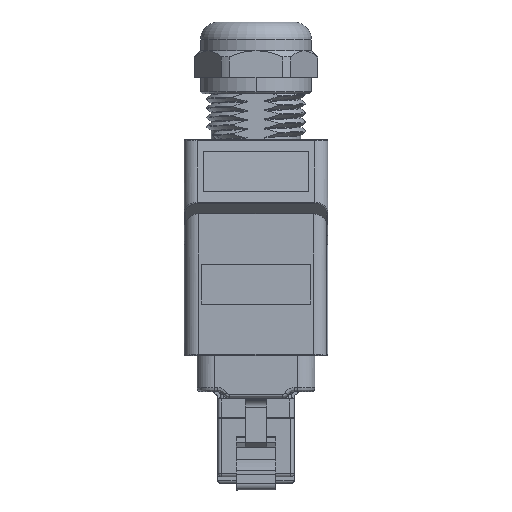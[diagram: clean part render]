
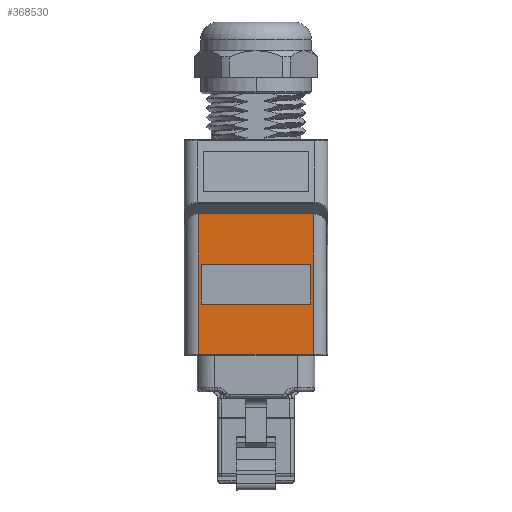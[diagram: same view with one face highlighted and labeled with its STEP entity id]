
A CAD part, top view. The second image highlights one B-rep face of the part: STEP entity #368530.
In plain terms, the highlighted face is planar.
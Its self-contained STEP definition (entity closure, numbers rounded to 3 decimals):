
#291370=CARTESIAN_POINT('',(-17.003,14.593,
-3.407));
#291380=VERTEX_POINT('',#291370);
#291410=CARTESIAN_POINT('',(-17.003,14.593,
1.373));
#291420=DIRECTION('',(0.,0.,1.));
#291430=VECTOR('',#291420,1.);
#291440=LINE('',#291410,#291430);
#291450=CARTESIAN_POINT('',(-17.003,14.593,
-24.927));
#291460=VERTEX_POINT('',#291450);
#291470=EDGE_CURVE('',#291460,#291380,#291440,.T.);
#300340=CARTESIAN_POINT('',(-33.898,14.593,
-11.467));
#300350=DIRECTION('',(0.,1.,0.));
#300360=DIRECTION('',(-1.,0.,0.));
#300370=AXIS2_PLACEMENT_3D('',#300340,#300350,#300360);
#300380=CIRCLE('',#300370,0.3);
#300390=CARTESIAN_POINT('',(-34.198,14.593,
-11.467));
#300400=VERTEX_POINT('',#300390);
#300410=CARTESIAN_POINT('',(-33.898,14.593,
-11.167));
#300420=VERTEX_POINT('',#300410);
#300430=EDGE_CURVE('',#300400,#300420,#300380,.T.);
#316440=CARTESIAN_POINT('',(-17.408,14.593,
1.373));
#316450=DIRECTION('',(0.,0.,1.));
#316460=VECTOR('',#316450,1.);
#316470=LINE('',#316440,#316460);
#316480=CARTESIAN_POINT('',(-17.408,14.593,
-17.067));
#316490=VERTEX_POINT('',#316480);
#316500=CARTESIAN_POINT('',(-17.408,14.593,
-11.467));
#316510=VERTEX_POINT('',#316500);
#316520=EDGE_CURVE('',#316490,#316510,#316470,.T.);
#323440=CARTESIAN_POINT('',(-17.708,14.593,
-17.067));
#323450=DIRECTION('',(0.,1.,0.));
#323460=DIRECTION('',(-1.,0.,0.));
#323470=AXIS2_PLACEMENT_3D('',#323440,#323450,#323460);
#323480=CIRCLE('',#323470,0.3);
#323490=CARTESIAN_POINT('',(-17.708,14.593,
-17.367));
#323500=VERTEX_POINT('',#323490);
#323510=EDGE_CURVE('',#316490,#323500,#323480,.T.);
#323760=CARTESIAN_POINT('',(-34.198,14.593,
1.373));
#323770=DIRECTION('',(0.,0.,-1.));
#323780=VECTOR('',#323770,1.);
#323790=LINE('',#323760,#323780);
#323800=CARTESIAN_POINT('',(-34.198,14.593,
-17.067));
#323810=VERTEX_POINT('',#323800);
#323820=EDGE_CURVE('',#300400,#323810,#323790,.T.);
#324320=CARTESIAN_POINT('',(-34.603,14.593,
-3.407));
#324330=VERTEX_POINT('',#324320);
#324360=CARTESIAN_POINT('',(-23.788,14.593,
-3.407));
#324370=DIRECTION('',(1.,0.,0.));
#324380=VECTOR('',#324370,1.);
#324390=LINE('',#324360,#324380);
#324400=EDGE_CURVE('',#324330,#291380,#324390,.T.);
#328630=CARTESIAN_POINT('',(-34.603,14.593,
1.373));
#328640=DIRECTION('',(0.,0.,1.));
#328650=VECTOR('',#328640,1.);
#328660=LINE('',#328630,#328650);
#328670=CARTESIAN_POINT('',(-34.603,14.593,
-24.927));
#328680=VERTEX_POINT('',#328670);
#328690=EDGE_CURVE('',#328680,#324330,#328660,.T.);
#367960=CARTESIAN_POINT('',(-36.803,14.593,
1.373));
#367970=DIRECTION('',(-0.,-1.,-0.));
#367980=DIRECTION('',(-1.,0.,0.));
#367990=AXIS2_PLACEMENT_3D('',#367960,#367970,#367980);
#368000=PLANE('',#367990);
#368010=CARTESIAN_POINT('',(-33.898,14.593,
-17.067));
#368020=DIRECTION('',(0.,1.,0.));
#368030=DIRECTION('',(-1.,0.,0.));
#368040=AXIS2_PLACEMENT_3D('',#368010,#368020,#368030);
#368050=CIRCLE('',#368040,0.3);
#368060=CARTESIAN_POINT('',(-33.898,14.593,
-17.367));
#368070=VERTEX_POINT('',#368060);
#368080=EDGE_CURVE('',#368070,#323810,#368050,.T.);
#368090=ORIENTED_EDGE('',*,*,#368080,.F.);
#368100=ORIENTED_EDGE('',*,*,#323820,.T.);
#368110=ORIENTED_EDGE('',*,*,#300430,.F.);
#368120=CARTESIAN_POINT('',(-23.788,14.593,
-11.167));
#368130=DIRECTION('',(-1.,0.,0.));
#368140=VECTOR('',#368130,1.);
#368150=LINE('',#368120,#368140);
#368160=CARTESIAN_POINT('',(-17.708,14.593,
-11.167));
#368170=VERTEX_POINT('',#368160);
#368180=EDGE_CURVE('',#368170,#300420,#368150,.T.);
#368190=ORIENTED_EDGE('',*,*,#368180,.T.);
#368200=CARTESIAN_POINT('',(-17.708,14.593,
-11.467));
#368210=DIRECTION('',(0.,1.,0.));
#368220=DIRECTION('',(-1.,0.,0.));
#368230=AXIS2_PLACEMENT_3D('',#368200,#368210,#368220);
#368240=CIRCLE('',#368230,0.3);
#368250=EDGE_CURVE('',#368170,#316510,#368240,.T.);
#368260=ORIENTED_EDGE('',*,*,#368250,.F.);
#368270=ORIENTED_EDGE('',*,*,#316520,.T.);
#368280=ORIENTED_EDGE('',*,*,#323510,.F.);
#368290=CARTESIAN_POINT('',(-23.788,14.593,
-17.367));
#368300=DIRECTION('',(1.,0.,0.));
#368310=VECTOR('',#368300,1.);
#368320=LINE('',#368290,#368310);
#368330=EDGE_CURVE('',#368070,#323500,#368320,.T.);
#368340=ORIENTED_EDGE('',*,*,#368330,.T.);
#368350=EDGE_LOOP('',(#368340,#368280,#368270,#368260,#368190,#368110,
#368100,#368090));
#368360=FACE_BOUND('',#368350,.T.);
#368370=ORIENTED_EDGE('',*,*,#291470,.F.);
#368380=ORIENTED_EDGE('',*,*,#324400,.T.);
#368390=ORIENTED_EDGE('',*,*,#328690,.T.);
#368400=CARTESIAN_POINT('',(-34.603,14.593,
-24.927));
#368410=CARTESIAN_POINT('',(-34.593,14.593,
-24.927));
#368420=CARTESIAN_POINT('',(-34.584,14.593,
-24.927));
#368430=CARTESIAN_POINT('',(-28.727,14.593,
-24.927));
#368440=CARTESIAN_POINT('',(-22.879,14.593,
-24.927));
#368450=CARTESIAN_POINT('',(-17.022,14.593,
-24.927));
#368460=CARTESIAN_POINT('',(-17.012,14.593,
-24.927));
#368470=CARTESIAN_POINT('',(-17.003,14.593,
-24.927));
#368480=B_SPLINE_CURVE_WITH_KNOTS('',3,(#368400,#368410,#368420,#368430,
#368440,#368450,#368460,#368470),.UNSPECIFIED.,.F.,.F.,(4,2,2,4),(0.,
0.028,17.572,17.6),.UNSPECIFIED.);
#368490=EDGE_CURVE('',#328680,#291460,#368480,.T.);
#368500=ORIENTED_EDGE('',*,*,#368490,.F.);
#368510=EDGE_LOOP('',(#368500,#368390,#368380,#368370));
#368520=FACE_OUTER_BOUND('',#368510,.T.);
#368530=ADVANCED_FACE('',(#368360,#368520),#368000,.F.);
